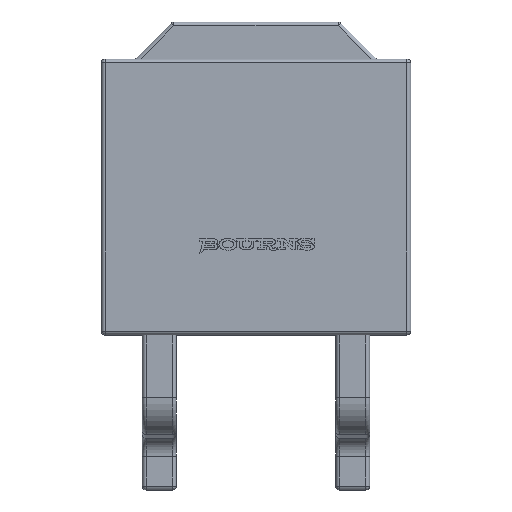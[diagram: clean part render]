
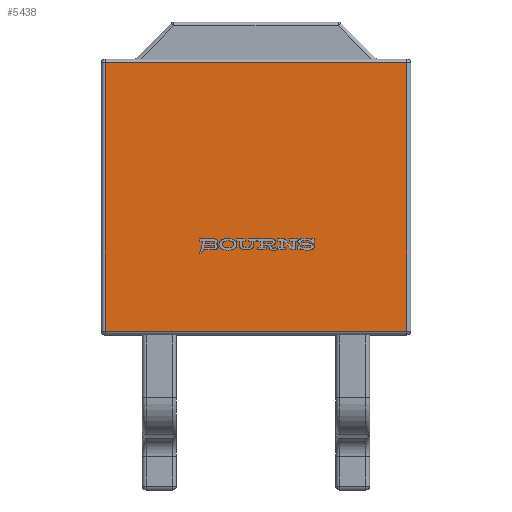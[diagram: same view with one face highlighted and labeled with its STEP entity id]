
A CAD part, top view. The second image highlights one B-rep face of the part: STEP entity #5438.
In plain terms, the highlighted planar face has unit normal (0, 0, 1).
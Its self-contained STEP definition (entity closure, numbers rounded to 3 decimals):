
#402=PLANE('',#5909);
#593=LINE('',#7462,#1089);
#597=LINE('',#7475,#1093);
#599=LINE('',#7478,#1095);
#601=LINE('',#7481,#1097);
#1089=VECTOR('',#6283,10.);
#1093=VECTOR('',#6299,10.);
#1095=VECTOR('',#6303,10.);
#1097=VECTOR('',#6307,10.);
#1640=FACE_OUTER_BOUND('',#1960,.T.);
#1960=EDGE_LOOP('',(#3807,#3808,#3809,#3810));
#2358=VERTEX_POINT('',#7424);
#2363=VERTEX_POINT('',#7440);
#2368=VERTEX_POINT('',#7453);
#2371=VERTEX_POINT('',#7466);
#2914=EDGE_CURVE('',#2358,#2368,#593,.T.);
#2921=EDGE_CURVE('',#2368,#2371,#597,.T.);
#2923=EDGE_CURVE('',#2371,#2363,#599,.T.);
#2925=EDGE_CURVE('',#2363,#2358,#601,.T.);
#3807=ORIENTED_EDGE('',*,*,#2914,.F.);
#3808=ORIENTED_EDGE('',*,*,#2925,.F.);
#3809=ORIENTED_EDGE('',*,*,#2923,.F.);
#3810=ORIENTED_EDGE('',*,*,#2921,.F.);
#5438=ADVANCED_FACE('',(#1640),#402,.T.);
#5909=AXIS2_PLACEMENT_3D('',#7499,#6326,#6327);
#6283=DIRECTION('',(-1.,0.,0.));
#6299=DIRECTION('',(0.,1.,0.));
#6303=DIRECTION('',(1.,0.,0.));
#6307=DIRECTION('',(0.,-1.,0.));
#6326=DIRECTION('center_axis',(0.,0.,1.));
#6327=DIRECTION('ref_axis',(1.,0.,0.));
#7424=CARTESIAN_POINT('',(3.965,-3.52,3.17));
#7440=CARTESIAN_POINT('',(3.965,3.52,3.17));
#7453=CARTESIAN_POINT('',(-3.965,-3.52,3.17));
#7462=CARTESIAN_POINT('',(-2.033,-3.52,3.17));
#7466=CARTESIAN_POINT('',(-3.965,3.52,3.17));
#7475=CARTESIAN_POINT('',(-3.965,1.81,3.17));
#7478=CARTESIAN_POINT('',(2.033,3.52,3.17));
#7481=CARTESIAN_POINT('',(3.965,-1.81,3.17));
#7499=CARTESIAN_POINT('Origin',(0.,0.,3.17));
